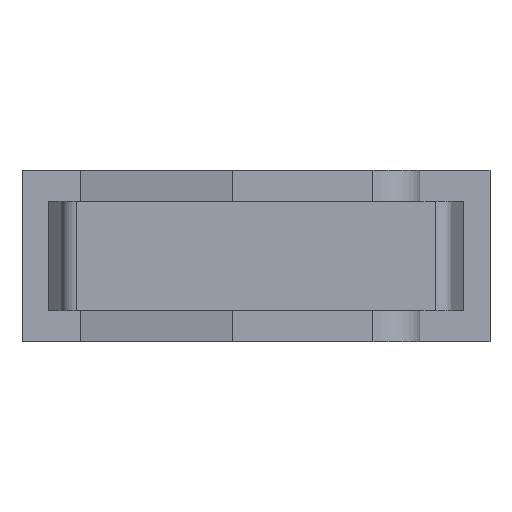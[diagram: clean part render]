
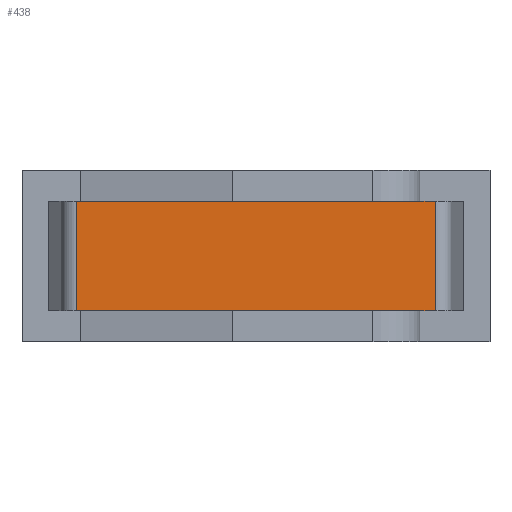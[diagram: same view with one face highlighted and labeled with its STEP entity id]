
A CAD part, front view. The second image highlights one B-rep face of the part: STEP entity #438.
In plain terms, the highlighted planar face has unit normal (0, -1, 0).
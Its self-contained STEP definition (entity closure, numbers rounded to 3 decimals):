
#359 = ORIENTED_EDGE ( 'NONE', *, *, #916, .T. ) ;
#363 = VECTOR ( 'NONE', #3021, 1000. ) ;
#371 = ORIENTED_EDGE ( 'NONE', *, *, #6328, .F. ) ;
#419 = EDGE_CURVE ( 'NONE', #844, #4086, #5070, .T. ) ;
#438 = ADVANCED_FACE ( 'NONE', ( #4724 ), #1311, .F. ) ;
#844 = VERTEX_POINT ( 'NONE', #5159 ) ;
#916 = EDGE_CURVE ( 'NONE', #4086, #4908, #2741, .T. ) ;
#947 = CARTESIAN_POINT ( 'NONE',  ( -11.5, -6., 9. ) ) ;
#1138 = DIRECTION ( 'NONE',  ( 1., 0., 0. ) ) ;
#1311 = PLANE ( 'NONE',  #7401 ) ;
#1465 = VERTEX_POINT ( 'NONE', #1521 ) ;
#1521 = CARTESIAN_POINT ( 'NONE',  ( 11.503, -6., 2. ) ) ;
#1684 = VECTOR ( 'NONE', #6428, 1000. ) ;
#1740 = VECTOR ( 'NONE', #6412, 1000. ) ;
#1755 = VERTEX_POINT ( 'NONE', #5794 ) ;
#1887 = CARTESIAN_POINT ( 'NONE',  ( 11.503, -6., 2. ) ) ;
#1994 = VERTEX_POINT ( 'NONE', #4248 ) ;
#2105 = VECTOR ( 'NONE', #4443, 1000. ) ;
#2177 = CARTESIAN_POINT ( 'NONE',  ( 2.5, -6., 2. ) ) ;
#2457 = LINE ( 'NONE', #6990, #1740 ) ;
#2479 = DIRECTION ( 'NONE',  ( 0., 0., 1. ) ) ;
#2741 = LINE ( 'NONE', #5747, #5156 ) ;
#2752 = ORIENTED_EDGE ( 'NONE', *, *, #4207, .T. ) ;
#2765 = VERTEX_POINT ( 'NONE', #2177 ) ;
#2783 = LINE ( 'NONE', #6447, #363 ) ;
#2940 = CARTESIAN_POINT ( 'NONE',  ( 11.503, -6., 2. ) ) ;
#2952 = EDGE_CURVE ( 'NONE', #1465, #1755, #6078, .T. ) ;
#3021 = DIRECTION ( 'NONE',  ( 0., 0., 1. ) ) ;
#3281 = CARTESIAN_POINT ( 'NONE',  ( 11.503, -6., 2. ) ) ;
#3343 = LINE ( 'NONE', #3722, #6931 ) ;
#3357 = VECTOR ( 'NONE', #1138, 1000. ) ;
#3489 = CARTESIAN_POINT ( 'NONE',  ( 10.5, -6., 2. ) ) ;
#3515 = DIRECTION ( 'NONE',  ( -1., 0., 0. ) ) ;
#3545 = CARTESIAN_POINT ( 'NONE',  ( 11.503, -6., 9. ) ) ;
#3722 = CARTESIAN_POINT ( 'NONE',  ( 11.503, -6., 9. ) ) ;
#3767 = DIRECTION ( 'NONE',  ( -1., 0., 0. ) ) ;
#3793 = ORIENTED_EDGE ( 'NONE', *, *, #4581, .T. ) ;
#3975 = LINE ( 'NONE', #3281, #2105 ) ;
#4086 = VERTEX_POINT ( 'NONE', #6937 ) ;
#4112 = DIRECTION ( 'NONE',  ( -1., 0., 0. ) ) ;
#4207 = EDGE_CURVE ( 'NONE', #1755, #844, #3343, .T. ) ;
#4248 = CARTESIAN_POINT ( 'NONE',  ( -11.5, -6., 2. ) ) ;
#4443 = DIRECTION ( 'NONE',  ( -1., 0., 0. ) ) ;
#4510 = ORIENTED_EDGE ( 'NONE', *, *, #2952, .T. ) ;
#4581 = EDGE_CURVE ( 'NONE', #2765, #6813, #5238, .T. ) ;
#4724 = FACE_OUTER_BOUND ( 'NONE', #4820, .T. ) ;
#4820 = EDGE_LOOP ( 'NONE', ( #2752, #6771, #359, #7195, #6965, #3793, #371, #4510 ) ) ;
#4908 = VERTEX_POINT ( 'NONE', #947 ) ;
#5037 = EDGE_CURVE ( 'NONE', #2765, #1994, #3975, .T. ) ;
#5070 = LINE ( 'NONE', #3545, #1684 ) ;
#5156 = VECTOR ( 'NONE', #3515, 1000. ) ;
#5159 = CARTESIAN_POINT ( 'NONE',  ( 10.5, -6., 9. ) ) ;
#5180 = VECTOR ( 'NONE', #2479, 1000. ) ;
#5238 = LINE ( 'NONE', #6896, #3357 ) ;
#5352 = DIRECTION ( 'NONE',  ( 0., 1., 0. ) ) ;
#5747 = CARTESIAN_POINT ( 'NONE',  ( 11.503, -6., 9. ) ) ;
#5794 = CARTESIAN_POINT ( 'NONE',  ( 11.503, -6., 9. ) ) ;
#6078 = LINE ( 'NONE', #2940, #5180 ) ;
#6328 = EDGE_CURVE ( 'NONE', #1465, #6813, #2457, .T. ) ;
#6412 = DIRECTION ( 'NONE',  ( -1., 0., 0. ) ) ;
#6428 = DIRECTION ( 'NONE',  ( -1., 0., 0. ) ) ;
#6447 = CARTESIAN_POINT ( 'NONE',  ( -11.5, -6., 2. ) ) ;
#6771 = ORIENTED_EDGE ( 'NONE', *, *, #419, .T. ) ;
#6813 = VERTEX_POINT ( 'NONE', #3489 ) ;
#6896 = CARTESIAN_POINT ( 'NONE',  ( 7.5, -6., 2. ) ) ;
#6931 = VECTOR ( 'NONE', #3767, 1000. ) ;
#6937 = CARTESIAN_POINT ( 'NONE',  ( 2.5, -6., 9. ) ) ;
#6965 = ORIENTED_EDGE ( 'NONE', *, *, #5037, .F. ) ;
#6983 = EDGE_CURVE ( 'NONE', #1994, #4908, #2783, .T. ) ;
#6990 = CARTESIAN_POINT ( 'NONE',  ( 11.503, -6., 2. ) ) ;
#7195 = ORIENTED_EDGE ( 'NONE', *, *, #6983, .F. ) ;
#7401 = AXIS2_PLACEMENT_3D ( 'NONE', #1887, #5352, #4112 ) ;
